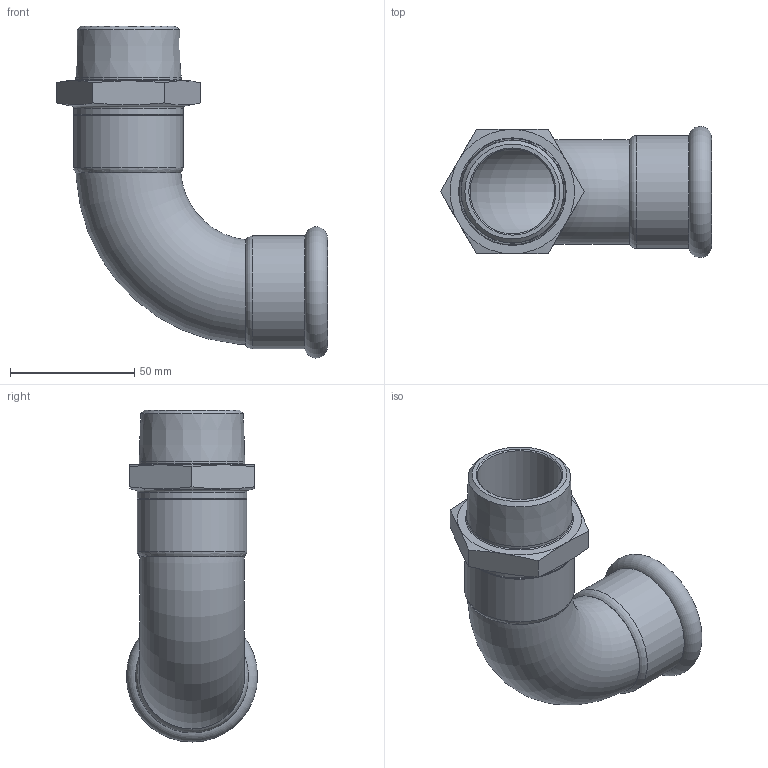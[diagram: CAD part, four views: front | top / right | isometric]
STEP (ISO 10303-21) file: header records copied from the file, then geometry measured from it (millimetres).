
FILE_DESCRIPTION(/* description */ ('Curva 90° Maschio-Femmina 1" 1/4x42 Inox'),/* implementation_level */ '2;1');
FILE_NAME(/* name */ '186114042_Inoxpres.stp',/* time_stamp */ '2022-10-11T15:40:03+02:00',/* author */ ('Vault'),/* organization */ ('Raccorderie metalliche s.p.a. '),/* preprocessor_version */ 'ST-DEVELOPER v18.1',/* originating_system */ 'Autodesk Inventor 2020',/* authorisation */ 'Raccorderie metalliche s.p.a. ');
FILE_SCHEMA (('AUTOMOTIVE_DESIGN { 1 0 10303 214 3 1 1 }'));
Length unit declared in the file: millimetre
Products named in the file (1): 186114042_Inoxpres
Bounding box: 108.87 x 52.7 x 133.35 mm (x, y, z)
Volume: 51655.9 mm3; surface area: 45942.4 mm2
Topology: 1 solids, 1 shells, 52 faces, 137 edges, 90 vertices
Faces by surface type: cone 18, torus 12, plane 11, cylinder 10, bspline 1
Full cylindrical faces by diameter (mm): 34 x1, 41 x2, 42.4 x2, 42.7 x2, 44 x2, 45.4 x1
Entity records: 1859 total; most frequent: CARTESIAN_POINT 518, DIRECTION 298, ORIENTED_EDGE 274, EDGE_CURVE 137, AXIS2_PLACEMENT_3D 136, VERTEX_POINT 90, CIRCLE 84, EDGE_LOOP 57
